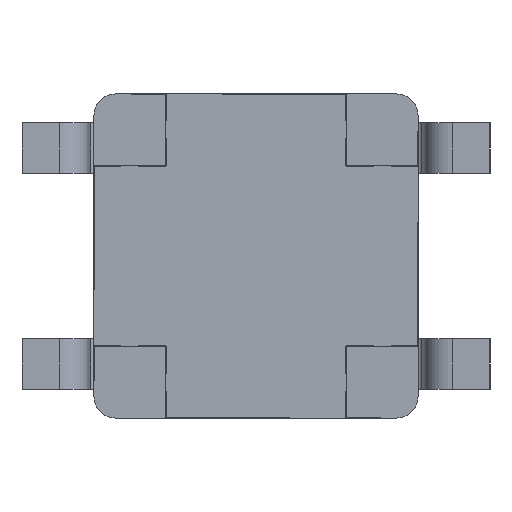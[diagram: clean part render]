
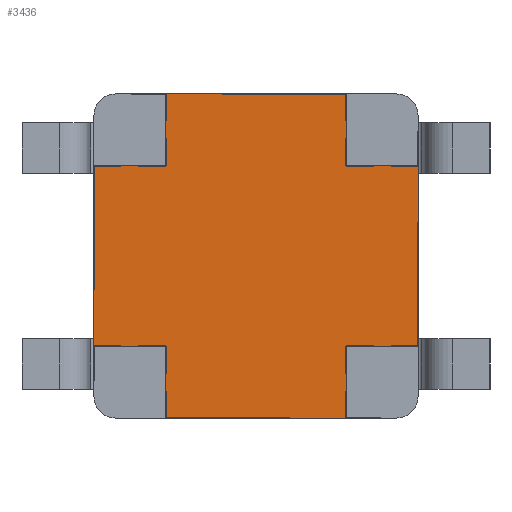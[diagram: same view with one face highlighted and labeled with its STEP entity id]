
A CAD part, left-side view. The second image highlights one B-rep face of the part: STEP entity #3436.
In plain terms, the highlighted planar face has unit normal (-1, 0, 0).
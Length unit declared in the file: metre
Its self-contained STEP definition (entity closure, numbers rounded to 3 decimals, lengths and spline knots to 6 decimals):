
#237=FACE_OUTER_BOUND('',#364,.T.);
#364=EDGE_LOOP('',(#2755,#2756,#2757,#2758,#2759,#2760,#2761,#2762,#2763,
#2764,#2765,#2766));
#679=LINE('',#5150,#1120);
#680=LINE('',#5152,#1121);
#681=LINE('',#5154,#1122);
#682=LINE('',#5156,#1123);
#683=LINE('',#5158,#1124);
#684=LINE('',#5160,#1125);
#685=LINE('',#5162,#1126);
#686=LINE('',#5164,#1127);
#687=LINE('',#5166,#1128);
#688=LINE('',#5168,#1129);
#689=LINE('',#5170,#1130);
#690=LINE('',#5171,#1131);
#1120=VECTOR('',#4130,0.001);
#1121=VECTOR('',#4131,0.001);
#1122=VECTOR('',#4132,0.0025);
#1123=VECTOR('',#4133,0.001);
#1124=VECTOR('',#4134,0.001);
#1125=VECTOR('',#4135,0.0025);
#1126=VECTOR('',#4136,0.001);
#1127=VECTOR('',#4137,0.001);
#1128=VECTOR('',#4138,0.0025);
#1129=VECTOR('',#4139,0.001);
#1130=VECTOR('',#4140,0.001);
#1131=VECTOR('',#4141,0.0025);
#1565=VERTEX_POINT('',#5148);
#1566=VERTEX_POINT('',#5149);
#1567=VERTEX_POINT('',#5151);
#1568=VERTEX_POINT('',#5153);
#1569=VERTEX_POINT('',#5155);
#1570=VERTEX_POINT('',#5157);
#1571=VERTEX_POINT('',#5159);
#1572=VERTEX_POINT('',#5161);
#1573=VERTEX_POINT('',#5163);
#1574=VERTEX_POINT('',#5165);
#1575=VERTEX_POINT('',#5167);
#1576=VERTEX_POINT('',#5169);
#2155=EDGE_CURVE('',#1565,#1566,#679,.T.);
#2156=EDGE_CURVE('',#1566,#1567,#680,.T.);
#2157=EDGE_CURVE('',#1567,#1568,#681,.T.);
#2158=EDGE_CURVE('',#1568,#1569,#682,.T.);
#2159=EDGE_CURVE('',#1569,#1570,#683,.T.);
#2160=EDGE_CURVE('',#1570,#1571,#684,.T.);
#2161=EDGE_CURVE('',#1571,#1572,#685,.T.);
#2162=EDGE_CURVE('',#1572,#1573,#686,.T.);
#2163=EDGE_CURVE('',#1573,#1574,#687,.T.);
#2164=EDGE_CURVE('',#1574,#1575,#688,.T.);
#2165=EDGE_CURVE('',#1575,#1576,#689,.T.);
#2166=EDGE_CURVE('',#1576,#1565,#690,.T.);
#2755=ORIENTED_EDGE('',*,*,#2155,.T.);
#2756=ORIENTED_EDGE('',*,*,#2156,.T.);
#2757=ORIENTED_EDGE('',*,*,#2157,.T.);
#2758=ORIENTED_EDGE('',*,*,#2158,.T.);
#2759=ORIENTED_EDGE('',*,*,#2159,.T.);
#2760=ORIENTED_EDGE('',*,*,#2160,.T.);
#2761=ORIENTED_EDGE('',*,*,#2161,.T.);
#2762=ORIENTED_EDGE('',*,*,#2162,.T.);
#2763=ORIENTED_EDGE('',*,*,#2163,.T.);
#2764=ORIENTED_EDGE('',*,*,#2164,.T.);
#2765=ORIENTED_EDGE('',*,*,#2165,.T.);
#2766=ORIENTED_EDGE('',*,*,#2166,.T.);
#3351=PLANE('',#3811);
#3436=ADVANCED_FACE('',(#237),#3351,.T.);
#3811=AXIS2_PLACEMENT_3D('',#5147,#4128,#4129);
#4128=DIRECTION('center_axis',(-1.,0.,0.));
#4129=DIRECTION('ref_axis',(0.,0.,1.));
#4130=DIRECTION('',(0.,1.,0.));
#4131=DIRECTION('',(0.,0.,1.));
#4132=DIRECTION('',(0.,1.,0.));
#4133=DIRECTION('',(0.,0.,-1.));
#4134=DIRECTION('',(0.,1.,0.));
#4135=DIRECTION('',(0.,0.,-1.));
#4136=DIRECTION('',(0.,-1.,0.));
#4137=DIRECTION('',(0.,0.,-1.));
#4138=DIRECTION('',(0.,-1.,0.));
#4139=DIRECTION('',(0.,0.,1.));
#4140=DIRECTION('',(0.,-1.,0.));
#4141=DIRECTION('',(0.,0.,1.));
#5147=CARTESIAN_POINT('Origin',(0.0003,-0.00225,0.));
#5148=CARTESIAN_POINT('',(0.0003,-0.00225,0.00125));
#5149=CARTESIAN_POINT('',(0.0003,-0.00125,0.00125));
#5150=CARTESIAN_POINT('',(0.0003,-0.00225,0.00125));
#5151=CARTESIAN_POINT('',(0.0003,-0.00125,0.00225));
#5152=CARTESIAN_POINT('',(0.0003,-0.00125,0.00125));
#5153=CARTESIAN_POINT('',(0.0003,0.00125,0.00225));
#5154=CARTESIAN_POINT('',(0.0003,-0.00125,0.00225));
#5155=CARTESIAN_POINT('',(0.0003,0.00125,0.00125));
#5156=CARTESIAN_POINT('',(0.0003,0.00125,0.00225));
#5157=CARTESIAN_POINT('',(0.0003,0.00225,0.00125));
#5158=CARTESIAN_POINT('',(0.0003,0.00125,0.00125));
#5159=CARTESIAN_POINT('',(0.0003,0.00225,-0.00125));
#5160=CARTESIAN_POINT('',(0.0003,0.00225,0.00125));
#5161=CARTESIAN_POINT('',(0.0003,0.00125,-0.00125));
#5162=CARTESIAN_POINT('',(0.0003,0.00225,-0.00125));
#5163=CARTESIAN_POINT('',(0.0003,0.00125,-0.00225));
#5164=CARTESIAN_POINT('',(0.0003,0.00125,-0.00125));
#5165=CARTESIAN_POINT('',(0.0003,-0.00125,-0.00225));
#5166=CARTESIAN_POINT('',(0.0003,0.00125,-0.00225));
#5167=CARTESIAN_POINT('',(0.0003,-0.00125,-0.00125));
#5168=CARTESIAN_POINT('',(0.0003,-0.00125,-0.00225));
#5169=CARTESIAN_POINT('',(0.0003,-0.00225,-0.00125));
#5170=CARTESIAN_POINT('',(0.0003,-0.00125,-0.00125));
#5171=CARTESIAN_POINT('',(0.0003,-0.00225,-0.00125));
